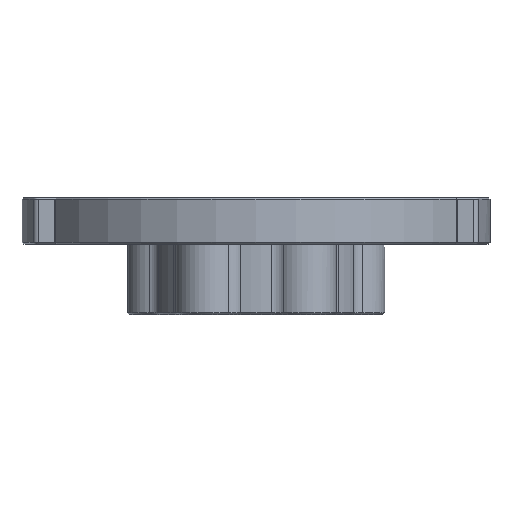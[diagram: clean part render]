
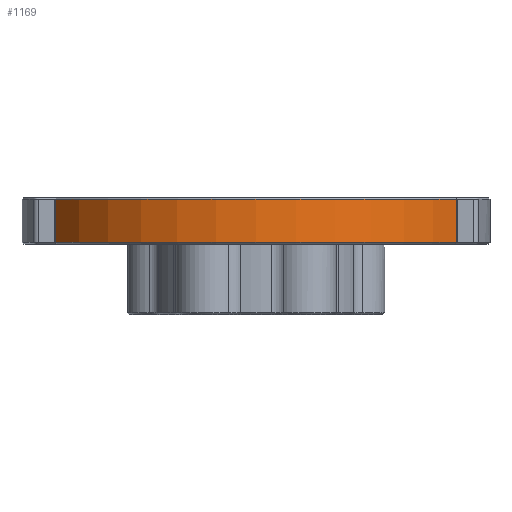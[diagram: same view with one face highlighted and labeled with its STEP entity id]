
A CAD part, front view. The second image highlights one B-rep face of the part: STEP entity #1169.
In plain terms, the highlighted cylindrical face has radius 31.75 mm (diameter 63.5 mm), a partial arc.
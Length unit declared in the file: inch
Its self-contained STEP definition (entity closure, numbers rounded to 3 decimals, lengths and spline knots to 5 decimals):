
#56 = CARTESIAN_POINT ( 'NONE',  ( 1.0705, -0.64538, 0.24 ) ) ;
#74 = ORIENTED_EDGE ( 'NONE', *, *, #3144, .T. ) ;
#741 = CARTESIAN_POINT ( 'NONE',  ( -1.0705, -0.64538, 0.25 ) ) ;
#1003 = CARTESIAN_POINT ( 'NONE',  ( 1.0705, -0.64538, 0.01 ) ) ;
#1015 = VERTEX_POINT ( 'NONE', #56 ) ;
#1098 = ORIENTED_EDGE ( 'NONE', *, *, #5924, .T. ) ;
#1169 = ADVANCED_FACE ( 'NONE', ( #4450 ), #2777, .T. ) ;
#1746 = EDGE_CURVE ( 'NONE', #3133, #4363, #7038, .T. ) ;
#1961 = VECTOR ( 'NONE', #2911, 39.37008 ) ;
#2197 = DIRECTION ( 'NONE',  ( 0., 0., -1. ) ) ;
#2292 = CARTESIAN_POINT ( 'NONE',  ( 1.0705, -0.64538, 0.25 ) ) ;
#2373 = CARTESIAN_POINT ( 'NONE',  ( -1.0705, -0.64538, 0.01 ) ) ;
#2777 = CYLINDRICAL_SURFACE ( 'NONE', #6554, 1.25 ) ;
#2802 = EDGE_CURVE ( 'NONE', #4232, #3133, #4923, .T. ) ;
#2911 = DIRECTION ( 'NONE',  ( 0., 0., 1. ) ) ;
#3060 = CARTESIAN_POINT ( 'NONE',  ( -1.0705, -0.64538, 0.24 ) ) ;
#3133 = VERTEX_POINT ( 'NONE', #2373 ) ;
#3144 = EDGE_CURVE ( 'NONE', #4363, #1015, #5710, .T. ) ;
#3185 = DIRECTION ( 'NONE',  ( 0., 0., 1. ) ) ;
#3759 = DIRECTION ( 'NONE',  ( 0., 0., -1. ) ) ;
#3827 = DIRECTION ( 'NONE',  ( 0., 0., -1. ) ) ;
#3830 = ORIENTED_EDGE ( 'NONE', *, *, #1746, .T. ) ;
#3951 = AXIS2_PLACEMENT_3D ( 'NONE', #4459, #3827, #7315 ) ;
#4232 = VERTEX_POINT ( 'NONE', #3060 ) ;
#4275 = DIRECTION ( 'NONE',  ( 1., 0., 0. ) ) ;
#4363 = VERTEX_POINT ( 'NONE', #1003 ) ;
#4450 = FACE_OUTER_BOUND ( 'NONE', #5890, .T. ) ;
#4459 = CARTESIAN_POINT ( 'NONE',  ( 0., 0., 0.24 ) ) ;
#4564 = DIRECTION ( 'NONE',  ( -1., 0., 0. ) ) ;
#4768 = CARTESIAN_POINT ( 'NONE',  ( 0., 0., 0.01 ) ) ;
#4923 = LINE ( 'NONE', #741, #4999 ) ;
#4999 = VECTOR ( 'NONE', #3759, 39.37008 ) ;
#5710 = LINE ( 'NONE', #2292, #1961 ) ;
#5890 = EDGE_LOOP ( 'NONE', ( #6854, #3830, #74, #1098 ) ) ;
#5924 = EDGE_CURVE ( 'NONE', #1015, #4232, #7179, .T. ) ;
#6289 = CARTESIAN_POINT ( 'NONE',  ( 0., 0., 0.25 ) ) ;
#6554 = AXIS2_PLACEMENT_3D ( 'NONE', #6289, #2197, #4564 ) ;
#6854 = ORIENTED_EDGE ( 'NONE', *, *, #2802, .T. ) ;
#6926 = AXIS2_PLACEMENT_3D ( 'NONE', #4768, #3185, #4275 ) ;
#7038 = CIRCLE ( 'NONE', #6926, 1.25 ) ;
#7179 = CIRCLE ( 'NONE', #3951, 1.25 ) ;
#7315 = DIRECTION ( 'NONE',  ( 1., 0., 0. ) ) ;
